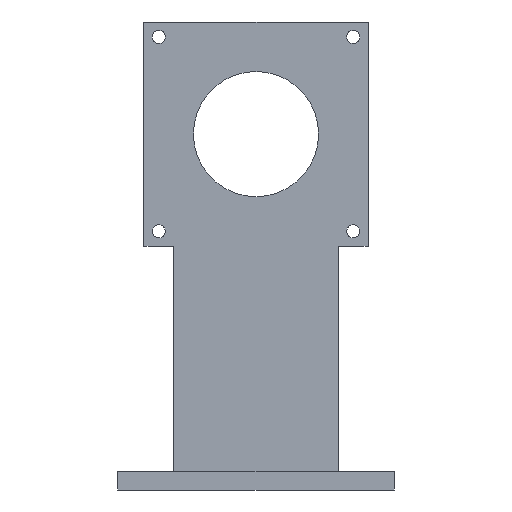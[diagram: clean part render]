
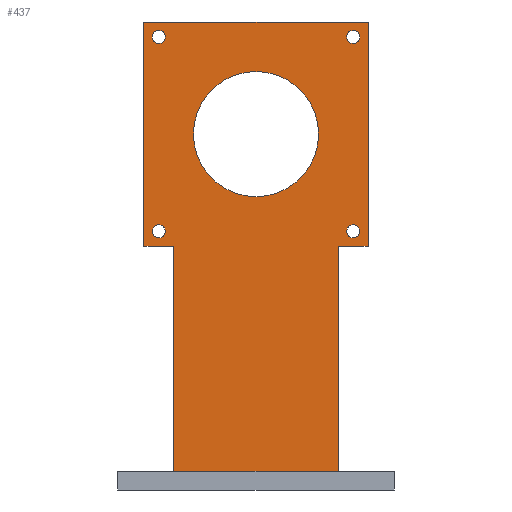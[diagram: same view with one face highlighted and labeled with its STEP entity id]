
A CAD part, front view. The second image highlights one B-rep face of the part: STEP entity #437.
In plain terms, the highlighted planar face has unit normal (0, -1, 0).
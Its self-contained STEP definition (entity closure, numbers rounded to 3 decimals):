
#15=FACE_BOUND('',#75,.T.);
#16=FACE_BOUND('',#76,.T.);
#17=FACE_BOUND('',#77,.T.);
#18=FACE_BOUND('',#78,.T.);
#19=FACE_BOUND('',#79,.T.);
#35=PLANE('',#480);
#53=FACE_OUTER_BOUND('',#74,.T.);
#74=EDGE_LOOP('',(#342,#343,#344,#345,#346,#347,#348,#349));
#75=EDGE_LOOP('',(#350));
#76=EDGE_LOOP('',(#351));
#77=EDGE_LOOP('',(#352));
#78=EDGE_LOOP('',(#353));
#79=EDGE_LOOP('',(#354));
#103=LINE('',#642,#148);
#107=LINE('',#650,#152);
#110=LINE('',#656,#155);
#113=LINE('',#662,#158);
#116=LINE('',#668,#161);
#119=LINE('',#674,#164);
#122=LINE('',#680,#167);
#123=LINE('',#681,#168);
#148=VECTOR('',#529,10.);
#152=VECTOR('',#535,10.);
#155=VECTOR('',#540,10.);
#158=VECTOR('',#545,10.);
#161=VECTOR('',#550,10.);
#164=VECTOR('',#555,10.);
#167=VECTOR('',#560,10.);
#168=VECTOR('',#561,10.);
#189=CIRCLE('',#463,1.75);
#191=CIRCLE('',#466,1.75);
#193=CIRCLE('',#469,1.75);
#195=CIRCLE('',#472,1.75);
#197=CIRCLE('',#481,16.75);
#203=VERTEX_POINT('',#616);
#205=VERTEX_POINT('',#622);
#207=VERTEX_POINT('',#628);
#209=VERTEX_POINT('',#634);
#211=VERTEX_POINT('',#640);
#212=VERTEX_POINT('',#641);
#215=VERTEX_POINT('',#649);
#217=VERTEX_POINT('',#655);
#219=VERTEX_POINT('',#661);
#221=VERTEX_POINT('',#667);
#223=VERTEX_POINT('',#673);
#225=VERTEX_POINT('',#679);
#226=VERTEX_POINT('',#682);
#243=EDGE_CURVE('',#203,#203,#189,.T.);
#246=EDGE_CURVE('',#205,#205,#191,.T.);
#249=EDGE_CURVE('',#207,#207,#193,.T.);
#252=EDGE_CURVE('',#209,#209,#195,.T.);
#255=EDGE_CURVE('',#211,#212,#103,.T.);
#259=EDGE_CURVE('',#212,#215,#107,.T.);
#262=EDGE_CURVE('',#215,#217,#110,.T.);
#265=EDGE_CURVE('',#217,#219,#113,.T.);
#268=EDGE_CURVE('',#221,#211,#116,.T.);
#271=EDGE_CURVE('',#221,#223,#119,.T.);
#274=EDGE_CURVE('',#225,#219,#122,.T.);
#275=EDGE_CURVE('',#223,#225,#123,.T.);
#276=EDGE_CURVE('',#226,#226,#197,.T.);
#342=ORIENTED_EDGE('',*,*,#268,.T.);
#343=ORIENTED_EDGE('',*,*,#255,.T.);
#344=ORIENTED_EDGE('',*,*,#259,.T.);
#345=ORIENTED_EDGE('',*,*,#262,.T.);
#346=ORIENTED_EDGE('',*,*,#265,.T.);
#347=ORIENTED_EDGE('',*,*,#274,.F.);
#348=ORIENTED_EDGE('',*,*,#275,.F.);
#349=ORIENTED_EDGE('',*,*,#271,.F.);
#350=ORIENTED_EDGE('',*,*,#243,.T.);
#351=ORIENTED_EDGE('',*,*,#246,.T.);
#352=ORIENTED_EDGE('',*,*,#249,.T.);
#353=ORIENTED_EDGE('',*,*,#252,.T.);
#354=ORIENTED_EDGE('',*,*,#276,.F.);
#437=ADVANCED_FACE('',(#53,#15,#16,#17,#18,#19),#35,.T.);
#463=AXIS2_PLACEMENT_3D('',#617,#501,#502);
#466=AXIS2_PLACEMENT_3D('',#623,#508,#509);
#469=AXIS2_PLACEMENT_3D('',#629,#515,#516);
#472=AXIS2_PLACEMENT_3D('',#635,#522,#523);
#480=AXIS2_PLACEMENT_3D('',#678,#558,#559);
#481=AXIS2_PLACEMENT_3D('',#683,#562,#563);
#501=DIRECTION('center_axis',(0.,1.,0.));
#502=DIRECTION('ref_axis',(1.,0.,0.));
#508=DIRECTION('center_axis',(0.,1.,0.));
#509=DIRECTION('ref_axis',(1.,0.,0.));
#515=DIRECTION('center_axis',(0.,1.,0.));
#516=DIRECTION('ref_axis',(1.,0.,0.));
#522=DIRECTION('center_axis',(0.,1.,0.));
#523=DIRECTION('ref_axis',(1.,0.,0.));
#529=DIRECTION('',(0.,0.,1.));
#535=DIRECTION('',(-1.,0.,0.));
#540=DIRECTION('',(0.,0.,-1.));
#545=DIRECTION('',(1.,0.,0.));
#550=DIRECTION('',(1.,0.,0.));
#555=DIRECTION('',(0.,0.,-1.));
#558=DIRECTION('center_axis',(0.,-1.,0.));
#559=DIRECTION('ref_axis',(0.,0.,-1.));
#560=DIRECTION('',(0.,0.,1.));
#561=DIRECTION('',(-1.,0.,0.));
#562=DIRECTION('center_axis',(0.,-1.,0.));
#563=DIRECTION('ref_axis',(1.,0.,0.));
#616=CARTESIAN_POINT('',(-8.915,-48.5,-16.265));
#617=CARTESIAN_POINT('Origin',(-7.165,-48.5,-16.265));
#622=CARTESIAN_POINT('',(43.085,-48.5,-68.265));
#623=CARTESIAN_POINT('Origin',(44.835,-48.5,-68.265));
#628=CARTESIAN_POINT('',(-8.915,-48.5,-68.265));
#629=CARTESIAN_POINT('Origin',(-7.165,-48.5,-68.265));
#634=CARTESIAN_POINT('',(43.085,-48.5,-16.265));
#635=CARTESIAN_POINT('Origin',(44.835,-48.5,-16.265));
#640=CARTESIAN_POINT('',(48.835,-48.5,-72.265));
#641=CARTESIAN_POINT('',(48.835,-48.5,-12.265));
#642=CARTESIAN_POINT('',(48.835,-48.5,-72.265));
#649=CARTESIAN_POINT('',(-11.165,-48.5,-12.265));
#650=CARTESIAN_POINT('',(48.835,-48.5,-12.265));
#655=CARTESIAN_POINT('',(-11.165,-48.5,-72.265));
#656=CARTESIAN_POINT('',(-11.165,-48.5,-12.265));
#661=CARTESIAN_POINT('',(-3.165,-48.5,-72.265));
#662=CARTESIAN_POINT('',(-11.165,-48.5,-72.265));
#667=CARTESIAN_POINT('',(40.835,-48.5,-72.265));
#668=CARTESIAN_POINT('',(-11.165,-48.5,-72.265));
#673=CARTESIAN_POINT('',(40.835,-48.5,-132.515));
#674=CARTESIAN_POINT('',(40.835,-48.5,-103.146));
#678=CARTESIAN_POINT('Origin',(39.704,-48.5,-73.776));
#679=CARTESIAN_POINT('',(-3.165,-48.5,-132.515));
#680=CARTESIAN_POINT('',(-3.165,-48.5,-47.021));
#681=CARTESIAN_POINT('',(52.203,-48.5,-132.515));
#682=CARTESIAN_POINT('',(2.085,-48.5,-42.265));
#683=CARTESIAN_POINT('Origin',(18.835,-48.5,-42.265));
